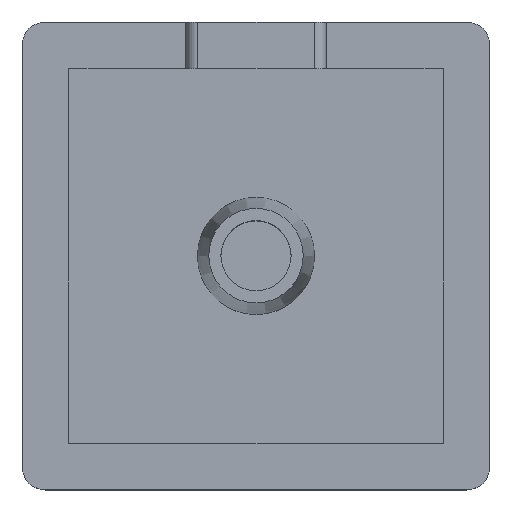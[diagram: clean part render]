
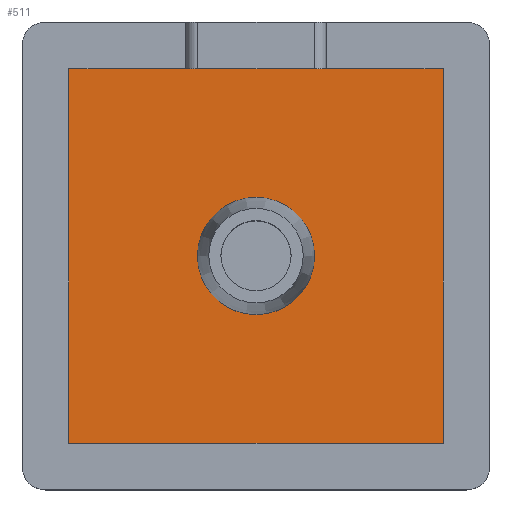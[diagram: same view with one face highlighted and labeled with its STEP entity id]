
A CAD part, top view. The second image highlights one B-rep face of the part: STEP entity #511.
In plain terms, the highlighted planar face has unit normal (0, 0, 1).
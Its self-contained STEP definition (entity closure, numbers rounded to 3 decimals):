
#27=FACE_BOUND('',#83,.T.);
#29=PLANE('',#569);
#49=FACE_OUTER_BOUND('',#82,.T.);
#82=EDGE_LOOP('',(#360,#361,#362,#363));
#83=EDGE_LOOP('',(#364));
#117=LINE('',#770,#166);
#118=LINE('',#772,#167);
#119=LINE('',#774,#168);
#120=LINE('',#775,#169);
#166=VECTOR('',#630,1000.);
#167=VECTOR('',#631,1000.);
#168=VECTOR('',#632,1000.);
#169=VECTOR('',#633,1000.);
#216=CIRCLE('',#568,2.5);
#233=VERTEX_POINT('',#764);
#234=VERTEX_POINT('',#768);
#235=VERTEX_POINT('',#769);
#236=VERTEX_POINT('',#771);
#237=VERTEX_POINT('',#773);
#280=EDGE_CURVE('',#233,#233,#216,.T.);
#282=EDGE_CURVE('',#234,#235,#117,.T.);
#283=EDGE_CURVE('',#236,#235,#118,.T.);
#284=EDGE_CURVE('',#237,#236,#119,.T.);
#285=EDGE_CURVE('',#237,#234,#120,.T.);
#360=ORIENTED_EDGE('',*,*,#282,.T.);
#361=ORIENTED_EDGE('',*,*,#283,.F.);
#362=ORIENTED_EDGE('',*,*,#284,.F.);
#363=ORIENTED_EDGE('',*,*,#285,.T.);
#364=ORIENTED_EDGE('',*,*,#280,.F.);
#511=ADVANCED_FACE('',(#49,#27),#29,.T.);
#568=AXIS2_PLACEMENT_3D('',#765,#625,#626);
#569=AXIS2_PLACEMENT_3D('',#767,#628,#629);
#625=DIRECTION('center_axis',(0.,0.,1.));
#626=DIRECTION('ref_axis',(1.,0.,0.));
#628=DIRECTION('center_axis',(0.,0.,1.));
#629=DIRECTION('ref_axis',(1.,0.,0.));
#630=DIRECTION('',(-1.,0.,0.));
#631=DIRECTION('',(0.,1.,0.));
#632=DIRECTION('',(-1.,0.,0.));
#633=DIRECTION('',(0.,1.,0.));
#764=CARTESIAN_POINT('',(-20.966,16.773,2.));
#765=CARTESIAN_POINT('Origin',(-23.466,16.773,2.));
#767=CARTESIAN_POINT('Origin',(-33.466,6.773,2.));
#768=CARTESIAN_POINT('',(-15.466,24.773,2.));
#769=CARTESIAN_POINT('',(-31.466,24.773,2.));
#770=CARTESIAN_POINT('',(-33.466,24.773,2.));
#771=CARTESIAN_POINT('',(-31.466,8.773,2.));
#772=CARTESIAN_POINT('',(-31.466,6.773,2.));
#773=CARTESIAN_POINT('',(-15.466,8.773,2.));
#774=CARTESIAN_POINT('',(-33.466,8.773,2.));
#775=CARTESIAN_POINT('',(-15.466,26.773,2.));
